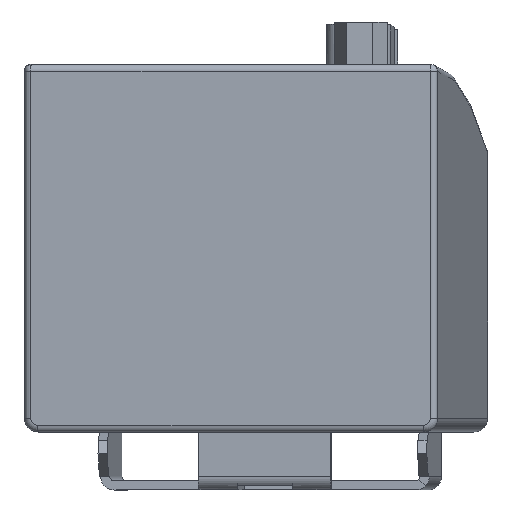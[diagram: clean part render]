
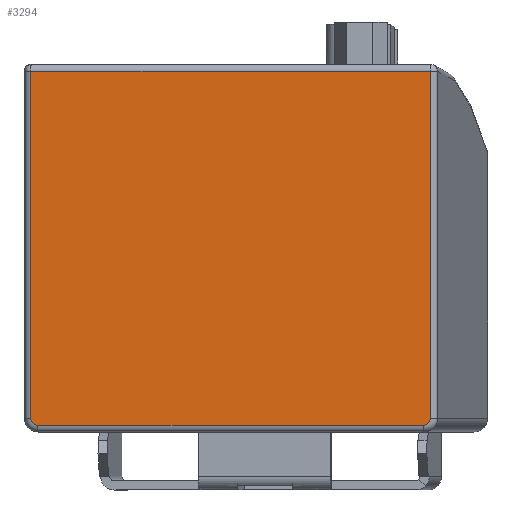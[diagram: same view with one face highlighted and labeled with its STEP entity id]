
A CAD part, left-side view. The second image highlights one B-rep face of the part: STEP entity #3294.
In plain terms, the highlighted face is planar.
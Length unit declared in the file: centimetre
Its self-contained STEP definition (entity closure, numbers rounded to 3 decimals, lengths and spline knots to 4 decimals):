
#483=PLANE('',#3517);
#637=VECTOR('',#3840,1.);
#642=VECTOR('',#3870,1.);
#647=VECTOR('',#3904,1.);
#649=VECTOR('',#3908,1.);
#953=LINE('',#4852,#637);
#958=LINE('',#4878,#642);
#963=LINE('',#4904,#647);
#965=LINE('',#4907,#649);
#1269=VERTEX_POINT('',#4815);
#1272=VERTEX_POINT('',#4820);
#1283=VERTEX_POINT('',#4853);
#1286=VERTEX_POINT('',#4863);
#1289=VERTEX_POINT('',#4868);
#1295=VERTEX_POINT('',#4901);
#1513=CIRCLE('',#3459,0.075);
#1524=CIRCLE('',#3477,0.075);
#1654=EDGE_CURVE('',#1272,#1269,#1513,.T.);
#1670=EDGE_CURVE('',#1269,#1283,#953,.T.);
#1678=EDGE_CURVE('',#1289,#1286,#1524,.T.);
#1683=EDGE_CURVE('',#1286,#1272,#958,.T.);
#1697=EDGE_CURVE('',#1283,#1295,#963,.T.);
#1699=EDGE_CURVE('',#1295,#1289,#965,.T.);
#2276=ORIENTED_EDGE('',*,*,#1654,.F.);
#2277=ORIENTED_EDGE('',*,*,#1683,.F.);
#2278=ORIENTED_EDGE('',*,*,#1678,.F.);
#2279=ORIENTED_EDGE('',*,*,#1699,.F.);
#2280=ORIENTED_EDGE('',*,*,#1697,.F.);
#2281=ORIENTED_EDGE('',*,*,#1670,.F.);
#2951=EDGE_LOOP('',(#2276,#2277,#2278,#2279,#2280,#2281));
#3125=FACE_BOUND('',#2951,.T.);
#3294=ADVANCED_FACE('',(#3125),#483,.T.);
#3459=AXIS2_PLACEMENT_3D('',#4821,#3812,#3813);
#3477=AXIS2_PLACEMENT_3D('',#4869,#3857,#3858);
#3517=AXIS2_PLACEMENT_3D('',#4935,#3948,$);
#3812=DIRECTION('',(1.,0.,0.));
#3813=DIRECTION('',(0.,-0.053,-0.053));
#3840=DIRECTION('',(0.,1.,0.));
#3857=DIRECTION('',(1.,0.,0.));
#3858=DIRECTION('',(0.,-0.053,0.053));
#3870=DIRECTION('',(0.,0.,-1.));
#3904=DIRECTION('',(0.,0.,1.));
#3908=DIRECTION('',(0.,-1.,0.));
#3948=DIRECTION('',(-1.,0.,0.));
#4815=CARTESIAN_POINT('',(0.,0.15,-4.425));
#4820=CARTESIAN_POINT('',(0.,0.075,-4.35));
#4821=CARTESIAN_POINT('',(0.,0.15,-4.35));
#4852=CARTESIAN_POINT('',(0.,0.,-4.425));
#4853=CARTESIAN_POINT('',(0.,3.925,-4.425));
#4863=CARTESIAN_POINT('',(0.,0.075,-0.15));
#4868=CARTESIAN_POINT('',(0.,0.15,-0.075));
#4869=CARTESIAN_POINT('',(0.,0.15,-0.15));
#4878=CARTESIAN_POINT('',(0.,0.075,-1.125));
#4901=CARTESIAN_POINT('',(0.,3.925,-0.075));
#4904=CARTESIAN_POINT('',(0.,3.925,0.));
#4907=CARTESIAN_POINT('',(0.,0.,-0.075));
#4935=CARTESIAN_POINT('',(0.,0.,0.));
